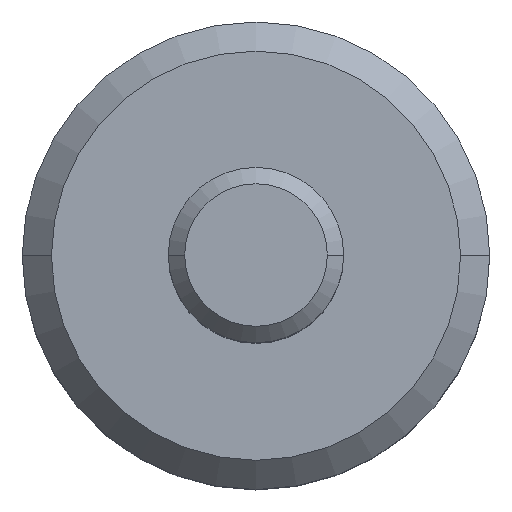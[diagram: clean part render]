
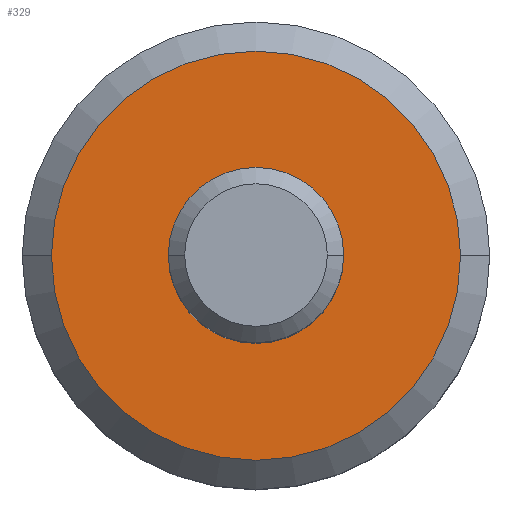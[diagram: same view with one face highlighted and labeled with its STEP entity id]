
A CAD part, top view. The second image highlights one B-rep face of the part: STEP entity #329.
In plain terms, the highlighted planar face has unit normal (0, 0, 1).
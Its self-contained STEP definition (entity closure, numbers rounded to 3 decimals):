
#28 = CARTESIAN_POINT ( 'NONE',  ( 0., 0., 5.4 ) ) ;
#29 = VERTEX_POINT ( 'NONE', #320 ) ;
#33 = DIRECTION ( 'NONE',  ( -1., 0., 0. ) ) ;
#39 = AXIS2_PLACEMENT_3D ( 'NONE', #28, #453, #33 ) ;
#64 = FACE_OUTER_BOUND ( 'NONE', #203, .T. ) ;
#65 = AXIS2_PLACEMENT_3D ( 'NONE', #591, #201, #487 ) ;
#80 = EDGE_CURVE ( 'NONE', #227, #600, #90, .T. ) ;
#83 = ORIENTED_EDGE ( 'NONE', *, *, #80, .T. ) ;
#88 = DIRECTION ( 'NONE',  ( 0., 0., -1. ) ) ;
#90 = CIRCLE ( 'NONE', #138, 1.5 ) ;
#138 = AXIS2_PLACEMENT_3D ( 'NONE', #241, #232, #486 ) ;
#168 = CIRCLE ( 'NONE', #549, 1.5 ) ;
#179 = CARTESIAN_POINT ( 'NONE',  ( 0., 0., 5.4 ) ) ;
#201 = DIRECTION ( 'NONE',  ( 0., 0., 1. ) ) ;
#203 = EDGE_LOOP ( 'NONE', ( #464, #258 ) ) ;
#210 = CARTESIAN_POINT ( 'NONE',  ( -1.5, 0., 5.4 ) ) ;
#218 = DIRECTION ( 'NONE',  ( -1., 0., 0. ) ) ;
#227 = VERTEX_POINT ( 'NONE', #210 ) ;
#229 = DIRECTION ( 'NONE',  ( 0., 0., -1. ) ) ;
#232 = DIRECTION ( 'NONE',  ( 0., 0., -1. ) ) ;
#237 = EDGE_CURVE ( 'NONE', #422, #29, #322, .T. ) ;
#241 = CARTESIAN_POINT ( 'NONE',  ( 0., 0., 5.4 ) ) ;
#258 = ORIENTED_EDGE ( 'NONE', *, *, #237, .T. ) ;
#260 = PLANE ( 'NONE',  #372 ) ;
#278 = EDGE_CURVE ( 'NONE', #29, #422, #568, .T. ) ;
#320 = CARTESIAN_POINT ( 'NONE',  ( -3.5, 0., 5.4 ) ) ;
#322 = CIRCLE ( 'NONE', #65, 3.5 ) ;
#329 = ADVANCED_FACE ( 'NONE', ( #64, #561 ), #260, .F. ) ;
#372 = AXIS2_PLACEMENT_3D ( 'NONE', #469, #88, #218 ) ;
#411 = EDGE_CURVE ( 'NONE', #600, #227, #168, .T. ) ;
#422 = VERTEX_POINT ( 'NONE', #569 ) ;
#446 = CARTESIAN_POINT ( 'NONE',  ( 1.5, 0., 5.4 ) ) ;
#453 = DIRECTION ( 'NONE',  ( 0., 0., 1. ) ) ;
#458 = DIRECTION ( 'NONE',  ( -1., 0., 0. ) ) ;
#464 = ORIENTED_EDGE ( 'NONE', *, *, #278, .T. ) ;
#469 = CARTESIAN_POINT ( 'NONE',  ( 1.5, 0., 5.4 ) ) ;
#486 = DIRECTION ( 'NONE',  ( -1., 0., 0. ) ) ;
#487 = DIRECTION ( 'NONE',  ( -1., 0., 0. ) ) ;
#549 = AXIS2_PLACEMENT_3D ( 'NONE', #179, #229, #458 ) ;
#554 = ORIENTED_EDGE ( 'NONE', *, *, #411, .T. ) ;
#557 = EDGE_LOOP ( 'NONE', ( #83, #554 ) ) ;
#561 = FACE_BOUND ( 'NONE', #557, .T. ) ;
#568 = CIRCLE ( 'NONE', #39, 3.5 ) ;
#569 = CARTESIAN_POINT ( 'NONE',  ( 3.5, 0., 5.4 ) ) ;
#591 = CARTESIAN_POINT ( 'NONE',  ( 0., 0., 5.4 ) ) ;
#600 = VERTEX_POINT ( 'NONE', #446 ) ;
